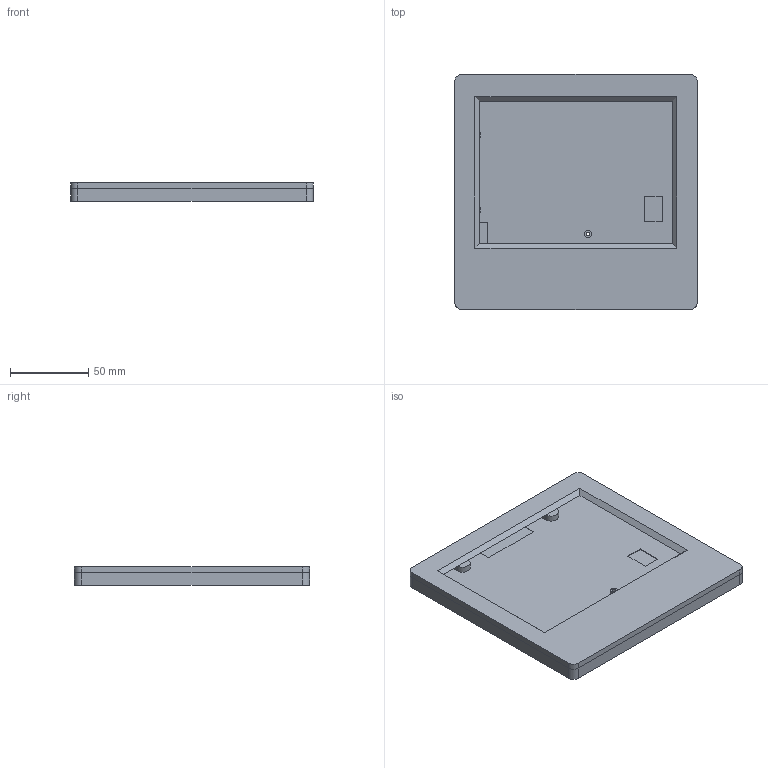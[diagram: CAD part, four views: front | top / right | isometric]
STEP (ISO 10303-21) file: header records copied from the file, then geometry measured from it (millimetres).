
FILE_DESCRIPTION(/* description */ ('STEP AP214'),/* implementation_level */ '2;1');
FILE_NAME(/* name */ '601c4d500e276c1155ebba4e',/* time_stamp */ '2021-02-04T19:38:57+00:00',/* author */ (''),/* organization */ (''),/* preprocessor_version */ 'ST-DEVELOPER v18.1',/* originating_system */ ' ',/* authorisation */ ' ');
FILE_SCHEMA (('AUTOMOTIVE_DESIGN {1 0 10303 214 3 1 1}'));
Length unit declared in the file: metre
Products named in the file (2): Inkplate_6_Case_Enlarged_Bottom; Inkplate_6_Case_Enlarged_Top
Bounding box: 155.2 x 150.2 x 11.8 mm (x, y, z)
Volume: 77159.7 mm3; surface area: 88159 mm2
Topology: 2 solids, 2 shells, 349 faces, 926 edges, 597 vertices
Faces by surface type: plane 255, cylinder 76, cone 18
Full cylindrical faces by diameter (mm): 2 x26, 2.4 x1, 3.5 x6, 4.8 x1, 6.2 x6
Entity records: 10590 total; most frequent: CARTESIAN_POINT 1834, ORIENTED_EDGE 1748, DIRECTION 1730, EDGE_CURVE 874, LINE 708, VECTOR 708, VERTEX_POINT 591, AXIS2_PLACEMENT_3D 511
